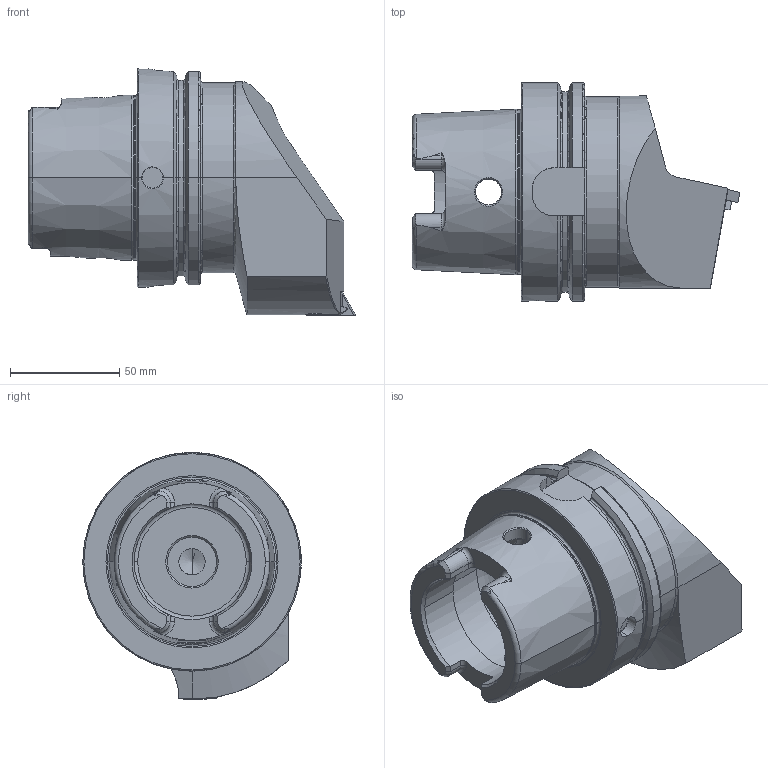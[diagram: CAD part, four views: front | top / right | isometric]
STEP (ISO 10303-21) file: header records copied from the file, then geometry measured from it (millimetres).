
FILE_DESCRIPTION (( 'STEP AP203' ), '1' );
FILE_NAME ('HA0-KGC.RGR.100.STEP', '2012-05-31T08:09:29', ( 'baer' ), ( 'Hewlett-Packard Company' ), 'SwSTEP 2.0', 'SolidWorks 2012', '' );
FILE_SCHEMA (( 'CONFIG_CONTROL_DESIGN' ));
Length unit declared in the file: millimetre
Products named in the file (7): HA0-KGC.RGR.100; KVT_MB_600_060; Triag S22 T; LT22NR; Triag SU22 T; TRIAG YA22; HA0-KGC.RGR.100_A_Fertigbearbeitung
Assembly tree (6 placements, depth 2):
  HA0-KGC.RGR.100
    HA0-KGC.RGR.100_A_Fertigbearbeitung
    TRIAG YA22
    Triag SU22 T
    LT22NR
    Triag S22 T
    KVT_MB_600_060
Bounding box: 149.9 x 100 x 113 mm (x, y, z)
Volume: 544041.5 mm3; surface area: 69649 mm2
Topology: 7 solids, 7 shells, 289 faces, 723 edges, 443 vertices
Faces by surface type: cylinder 84, plane 79, cone 74, torus 43, bspline 7, sphere 2
Entity records: 10749 total; most frequent: CARTESIAN_POINT 3261, DIRECTION 1437, ORIENTED_EDGE 1420, EDGE_CURVE 710, AXIS2_PLACEMENT_3D 576, VERTEX_POINT 440, EDGE_LOOP 306, ADVANCED_FACE 289
